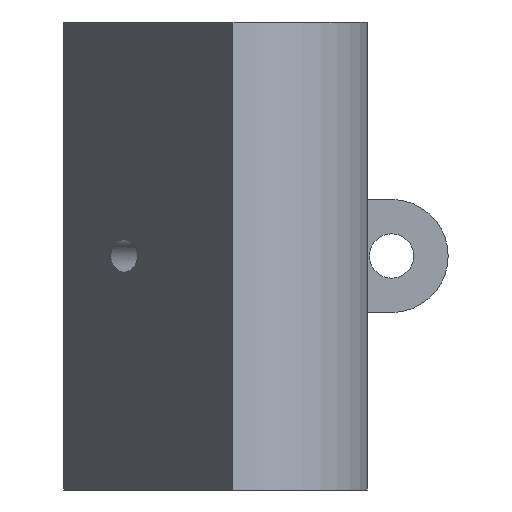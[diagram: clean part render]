
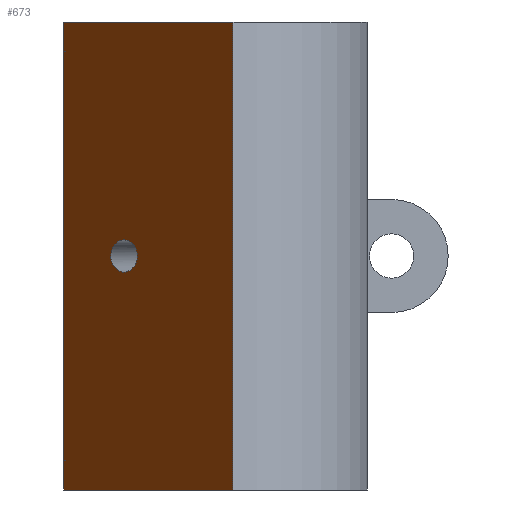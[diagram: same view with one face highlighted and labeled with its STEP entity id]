
A CAD part, front view. The second image highlights one B-rep face of the part: STEP entity #673.
In plain terms, the highlighted planar face has unit normal (-0.866, -0.5, 0).
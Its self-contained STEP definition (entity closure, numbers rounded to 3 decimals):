
#16=ELLIPSE('',#726,1.643,1.);
#24=FACE_BOUND('',#115,.T.);
#42=PLANE('',#741);
#72=FACE_OUTER_BOUND('',#114,.T.);
#114=EDGE_LOOP('',(#550,#551,#552,#553,#554,#555));
#115=EDGE_LOOP('',(#556));
#154=LINE('',#1001,#232);
#165=LINE('',#1026,#243);
#177=LINE('',#1052,#255);
#185=LINE('',#1071,#263);
#186=LINE('',#1072,#264);
#187=LINE('',#1073,#265);
#232=VECTOR('',#815,10.);
#243=VECTOR('',#834,10.);
#255=VECTOR('',#856,10.);
#263=VECTOR('',#872,10.);
#264=VECTOR('',#873,10.);
#265=VECTOR('',#874,10.);
#317=VERTEX_POINT('',#982);
#324=VERTEX_POINT('',#998);
#325=VERTEX_POINT('',#1000);
#334=VERTEX_POINT('',#1023);
#335=VERTEX_POINT('',#1025);
#344=VERTEX_POINT('',#1051);
#351=VERTEX_POINT('',#1070);
#383=EDGE_CURVE('',#317,#317,#16,.T.);
#390=EDGE_CURVE('',#324,#325,#154,.T.);
#402=EDGE_CURVE('',#334,#335,#165,.T.);
#415=EDGE_CURVE('',#335,#344,#177,.T.);
#425=EDGE_CURVE('',#351,#324,#185,.T.);
#426=EDGE_CURVE('',#344,#351,#186,.T.);
#427=EDGE_CURVE('',#325,#334,#187,.T.);
#550=ORIENTED_EDGE('',*,*,#425,.F.);
#551=ORIENTED_EDGE('',*,*,#426,.F.);
#552=ORIENTED_EDGE('',*,*,#415,.F.);
#553=ORIENTED_EDGE('',*,*,#402,.F.);
#554=ORIENTED_EDGE('',*,*,#427,.F.);
#555=ORIENTED_EDGE('',*,*,#390,.F.);
#556=ORIENTED_EDGE('',*,*,#383,.T.);
#673=ADVANCED_FACE('',(#72,#24),#42,.F.);
#726=AXIS2_PLACEMENT_3D('',#984,#803,#804);
#741=AXIS2_PLACEMENT_3D('',#1069,#870,#871);
#803=DIRECTION('center_axis',(0.866,0.5,0.));
#804=DIRECTION('ref_axis',(0.5,-0.866,0.));
#815=DIRECTION('',(0.,0.,1.));
#834=DIRECTION('',(0.,0.,1.));
#856=DIRECTION('',(0.5,-0.866,0.));
#870=DIRECTION('center_axis',(0.866,0.5,0.));
#871=DIRECTION('ref_axis',(0.5,-0.866,0.));
#872=DIRECTION('',(-0.5,0.866,0.));
#873=DIRECTION('',(0.,0.,-1.));
#874=DIRECTION('',(0.,0.,1.));
#982=CARTESIAN_POINT('',(-5.905,-14.245,14.5));
#984=CARTESIAN_POINT('Origin',(-5.084,-15.668,14.5));
#998=CARTESIAN_POINT('',(-8.815,-9.205,0.));
#1000=CARTESIAN_POINT('',(-8.815,-9.205,1.808));
#1001=CARTESIAN_POINT('',(-8.815,-9.205,14.5));
#1023=CARTESIAN_POINT('',(-8.815,-9.205,27.192));
#1025=CARTESIAN_POINT('',(-8.815,-9.205,29.));
#1026=CARTESIAN_POINT('',(-8.815,-9.205,14.5));
#1051=CARTESIAN_POINT('',(1.667,-27.36,29.));
#1052=CARTESIAN_POINT('',(-9.706,-7.662,29.));
#1069=CARTESIAN_POINT('Origin',(-8.815,-9.205,29.));
#1070=CARTESIAN_POINT('',(1.667,-27.36,0.));
#1071=CARTESIAN_POINT('',(-9.706,-7.662,0.));
#1072=CARTESIAN_POINT('',(1.667,-27.36,0.));
#1073=CARTESIAN_POINT('',(-8.815,-9.205,14.5));
